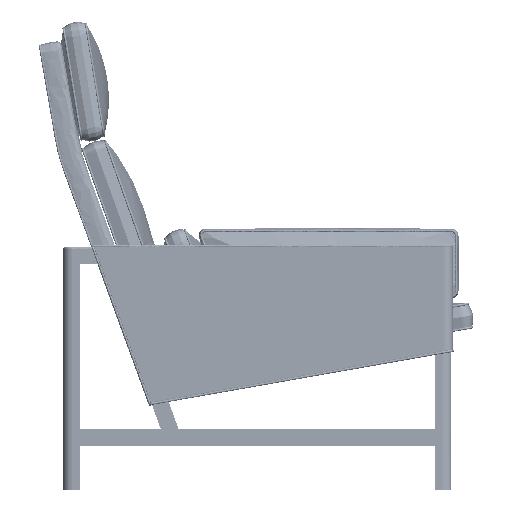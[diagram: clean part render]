
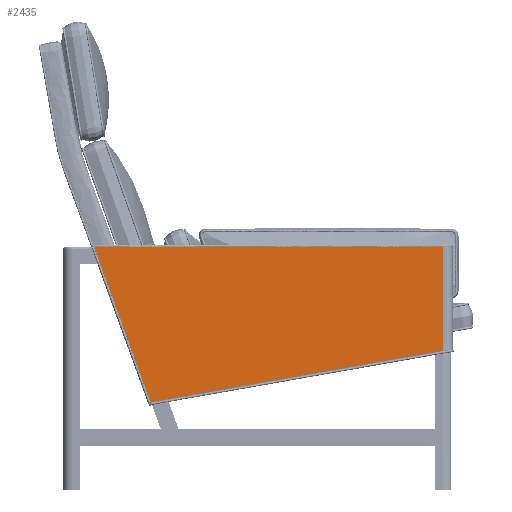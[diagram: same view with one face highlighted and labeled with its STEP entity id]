
A CAD part, left-side view. The second image highlights one B-rep face of the part: STEP entity #2435.
In plain terms, the highlighted planar face has unit normal (-1, 0, 0).
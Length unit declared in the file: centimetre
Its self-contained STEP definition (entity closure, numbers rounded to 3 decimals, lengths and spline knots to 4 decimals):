
#592=PLANE('',#8638);
#2435=ADVANCED_FACE('',(#2832),#592,.T.);
#2832=FACE_OUTER_BOUND('',#3229,.T.);
#3229=EDGE_LOOP('',(#5038,#5039,#5040,#5041));
#5038=ORIENTED_EDGE('',*,*,#6249,.F.);
#5039=ORIENTED_EDGE('',*,*,#6245,.F.);
#5040=ORIENTED_EDGE('',*,*,#6280,.F.);
#5041=ORIENTED_EDGE('',*,*,#6272,.F.);
#6245=EDGE_CURVE('',#8252,#8229,#7321,.T.);
#6249=EDGE_CURVE('',#8229,#8239,#7323,.T.);
#6272=EDGE_CURVE('',#8239,#8249,#7335,.T.);
#6280=EDGE_CURVE('',#8249,#8252,#7339,.T.);
#7321=B_SPLINE_CURVE_WITH_KNOTS('',1,(#83506,#83507),.UNSPECIFIED.,.F.,
 .F.,(2,2),(-0.529,620.5622),.UNSPECIFIED.);
#7323=B_SPLINE_CURVE_WITH_KNOTS('',1,(#83516,#83517),.UNSPECIFIED.,.F.,
 .F.,(2,2),(2.5173,348.6199),.UNSPECIFIED.);
#7335=B_SPLINE_CURVE_WITH_KNOTS('',1,(#83573,#83574),.UNSPECIFIED.,.F.,
 .F.,(2,2),(4.2844,734.3139),.UNSPECIFIED.);
#7339=B_SPLINE_CURVE_WITH_KNOTS('',1,(#83593,#83594),.UNSPECIFIED.,.F.,
 .F.,(2,2),(3.,220.3787),.UNSPECIFIED.);
#8229=VERTEX_POINT('',#83438);
#8239=VERTEX_POINT('',#83448);
#8249=VERTEX_POINT('',#83458);
#8252=VERTEX_POINT('',#83461);
#8638=AXIS2_PLACEMENT_3D('',#83436,#8931,$);
#8931=DIRECTION('',(-1.,0.,0.));
#83436=CARTESIAN_POINT('',(-0.05,81.0603,55.3453));
#83438=CARTESIAN_POINT('',(-0.05,59.3655,18.377));
#83448=CARTESIAN_POINT('',(-0.05,71.2029,50.9));
#83458=CARTESIAN_POINT('',(-0.05,-1.8,50.9));
#83461=CARTESIAN_POINT('',(-0.05,-1.8,29.1621));
#83506=CARTESIAN_POINT('',(-0.05,-1.8,29.1621));
#83507=CARTESIAN_POINT('',(-0.05,59.3655,18.377));
#83516=CARTESIAN_POINT('',(-0.05,59.3655,18.377));
#83517=CARTESIAN_POINT('',(-0.05,71.2029,50.9));
#83573=CARTESIAN_POINT('',(-0.05,71.2029,50.9));
#83574=CARTESIAN_POINT('',(-0.05,-1.8,50.9));
#83593=CARTESIAN_POINT('',(-0.05,-1.8,50.9));
#83594=CARTESIAN_POINT('',(-0.05,-1.8,29.1621));
